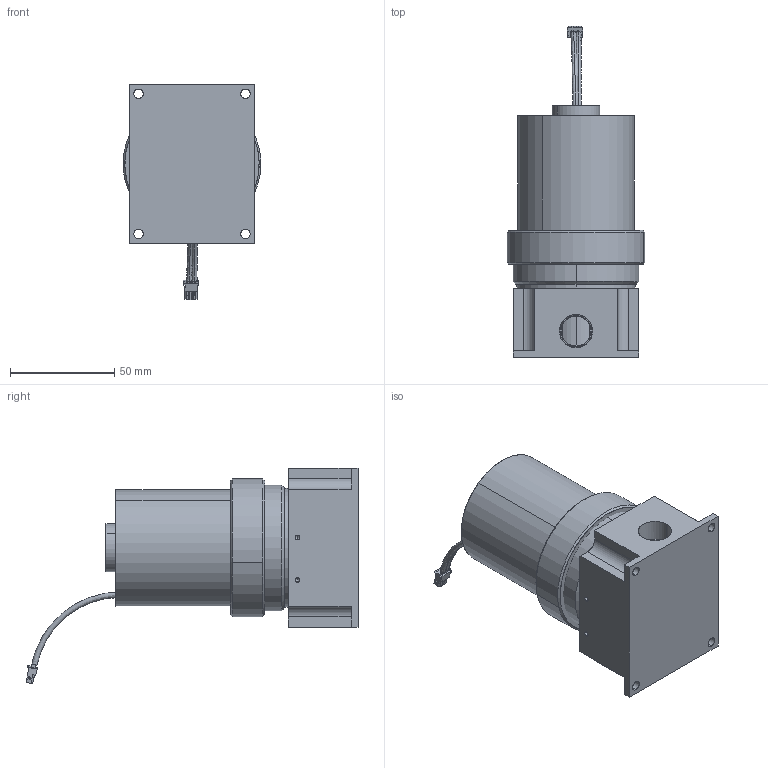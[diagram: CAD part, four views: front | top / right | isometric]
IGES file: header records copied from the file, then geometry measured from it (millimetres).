
Start section: SolidWorks IGES file using analytic representation for surfaces
Global section: file name: HFV Valve 3_8 NPT.IGS; native system: SolidWorks 2014; preprocessor: SolidWorks 2014; author: user; date: 180823.084559; units: inch
Bounding box: 66.1 x 159.1 x 103.2 mm (x, y, z)
Surface area: 76561.6 mm2 (no closed solid volume)
Topology: 0 solids, 0 shells, 402 faces, 5600 edges, 5592 vertices
Faces by surface type: bspline 229, revolution 173
